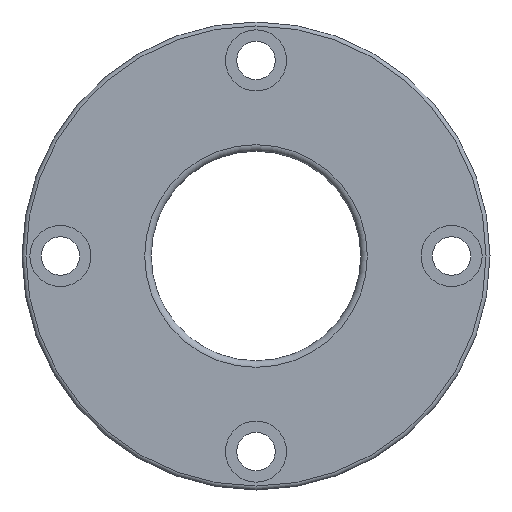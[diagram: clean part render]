
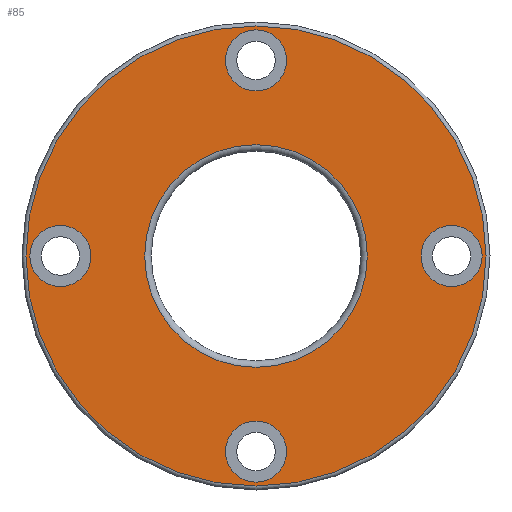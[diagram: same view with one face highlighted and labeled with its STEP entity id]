
A CAD part, left-side view. The second image highlights one B-rep face of the part: STEP entity #85.
In plain terms, the highlighted planar face has unit normal (-1, 0, 0).
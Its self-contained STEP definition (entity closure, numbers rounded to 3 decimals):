
#85 = ADVANCED_FACE( '', ( #186, #187, #188, #189, #190, #191 ), #192, .T. );
#186 = FACE_BOUND( '', #293, .T. );
#187 = FACE_BOUND( '', #294, .T. );
#188 = FACE_BOUND( '', #295, .T. );
#189 = FACE_OUTER_BOUND( '', #296, .T. );
#190 = FACE_BOUND( '', #297, .T. );
#191 = FACE_BOUND( '', #298, .T. );
#192 = PLANE( '', #299 );
#293 = EDGE_LOOP( '', ( #432 ) );
#294 = EDGE_LOOP( '', ( #433 ) );
#295 = EDGE_LOOP( '', ( #434 ) );
#296 = EDGE_LOOP( '', ( #435 ) );
#297 = EDGE_LOOP( '', ( #436 ) );
#298 = EDGE_LOOP( '', ( #437 ) );
#299 = AXIS2_PLACEMENT_3D( '', #438, #439, #440 );
#432 = ORIENTED_EDGE( '', *, *, #509, .T. );
#433 = ORIENTED_EDGE( '', *, *, #505, .T. );
#434 = ORIENTED_EDGE( '', *, *, #474, .T. );
#435 = ORIENTED_EDGE( '', *, *, #476, .F. );
#436 = ORIENTED_EDGE( '', *, *, #471, .T. );
#437 = ORIENTED_EDGE( '', *, *, #485, .T. );
#438 = CARTESIAN_POINT( '', ( 0., 65.875, 0. ) );
#439 = DIRECTION( '', ( -1., 0., 0. ) );
#440 = DIRECTION( '', ( 0., 0., 1. ) );
#471 = EDGE_CURVE( '', #526, #526, #527, .T. );
#474 = EDGE_CURVE( '', #531, #531, #532, .T. );
#476 = EDGE_CURVE( '', #534, #534, #535, .T. );
#485 = EDGE_CURVE( '', #549, #549, #550, .T. );
#505 = EDGE_CURVE( '', #579, #579, #580, .F. );
#509 = EDGE_CURVE( '', #585, #585, #586, .T. );
#526 = VERTEX_POINT( '', #603 );
#527 = CIRCLE( '', #604, 8.75 );
#531 = VERTEX_POINT( '', #608 );
#532 = CIRCLE( '', #609, 8.75 );
#534 = VERTEX_POINT( '', #611 );
#535 = CIRCLE( '', #612, 65.875 );
#549 = VERTEX_POINT( '', #626 );
#550 = CIRCLE( '', #627, 8.75 );
#579 = VERTEX_POINT( '', #656 );
#580 = CIRCLE( '', #657, 8.75 );
#585 = VERTEX_POINT( '', #662 );
#586 = CIRCLE( '', #663, 31.875 );
#603 = CARTESIAN_POINT( '', ( 0., -56., -8.75 ) );
#604 = AXIS2_PLACEMENT_3D( '', #682, #683, #684 );
#608 = CARTESIAN_POINT( '', ( 0., 0., -64.75 ) );
#609 = AXIS2_PLACEMENT_3D( '', #688, #689, #690 );
#611 = CARTESIAN_POINT( '', ( 0., 0., -65.875 ) );
#612 = AXIS2_PLACEMENT_3D( '', #691, #692, #693 );
#626 = CARTESIAN_POINT( '', ( 0., 0., 47.25 ) );
#627 = AXIS2_PLACEMENT_3D( '', #709, #710, #711 );
#656 = CARTESIAN_POINT( '', ( 0., 56., 8.75 ) );
#657 = AXIS2_PLACEMENT_3D( '', #739, #740, #741 );
#662 = CARTESIAN_POINT( '', ( 0., 0., -31.875 ) );
#663 = AXIS2_PLACEMENT_3D( '', #745, #746, #747 );
#682 = CARTESIAN_POINT( '', ( 0., -56., 0. ) );
#683 = DIRECTION( '', ( 1., 0., 0. ) );
#684 = DIRECTION( '', ( 0., 0., -1. ) );
#688 = CARTESIAN_POINT( '', ( 0., 0., -56. ) );
#689 = DIRECTION( '', ( 1., 0., 0. ) );
#690 = DIRECTION( '', ( 0., 0., -1. ) );
#691 = CARTESIAN_POINT( '', ( 0., 0., 0. ) );
#692 = DIRECTION( '', ( 1., 0., 0. ) );
#693 = DIRECTION( '', ( 0., 0., -1. ) );
#709 = CARTESIAN_POINT( '', ( 0., 0., 56. ) );
#710 = DIRECTION( '', ( 1., 0., 0. ) );
#711 = DIRECTION( '', ( 0., 0., -1. ) );
#739 = CARTESIAN_POINT( '', ( 0., 56., 0. ) );
#740 = DIRECTION( '', ( -1., 0., 0. ) );
#741 = DIRECTION( '', ( 0., 0., 1. ) );
#745 = CARTESIAN_POINT( '', ( 0., 0., 0. ) );
#746 = DIRECTION( '', ( 1., 0., 0. ) );
#747 = DIRECTION( '', ( 0., 0., -1. ) );
